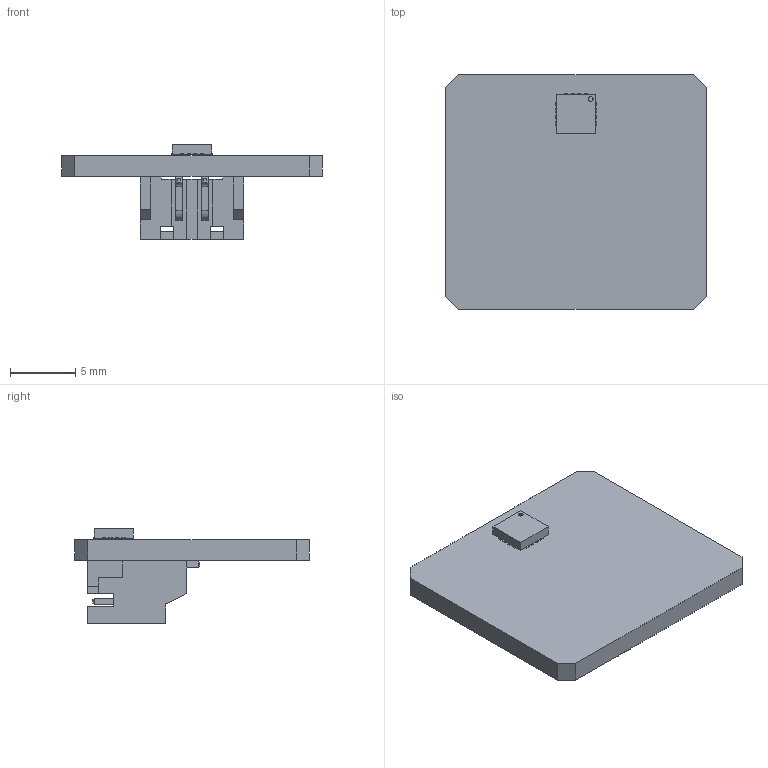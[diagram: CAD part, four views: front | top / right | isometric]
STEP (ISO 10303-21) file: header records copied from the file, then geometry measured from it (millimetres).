
FILE_DESCRIPTION(('KiCad electronic assembly'),'2;1');
FILE_NAME('NB3_mouthstep','2023-08-12T19:01:10',('Pcbnew'),('Kicad'), 'Open CASCADE STEP processor 7.6','KiCad to STEP converter','Unknown' );
FILE_SCHEMA(('AUTOMOTIVE_DESIGN { 1 0 10303 214 1 1 1 1 }'));
Length unit declared in the file: millimetre
Products named in the file (6): NB3_mouthstep 1; I2S_DAC-AMP_MAX98357A; COMPOUND; Connector_Female_JST-PH2; NB3_mouth PCB
Assembly tree (5 placements, depth 3):
  NB3_mouthstep 1
    I2S_DAC-AMP_MAX98357A
      COMPOUND
    Connector_Female_JST-PH2
      COMPOUND
    NB3_mouth PCB
Bounding box: 20 x 18 x 7.28 mm (x, y, z)
Volume: 674.3 mm3; surface area: 1299.4 mm2
Topology: 24 solids, 24 shells, 246 faces, 587 edges, 386 vertices
Faces by surface type: plane 237, cylinder 9
Full cylindrical faces by diameter (mm): 0.375 x1
Entity records: 14738 total; most frequent: CARTESIAN_POINT 2471, DIRECTION 2271, LINE 1725, VECTOR 1725, ORIENTED_EDGE 1174, PCURVE 1174, DEFINITIONAL_REPRESENTATION 1174, EDGE_CURVE 587
